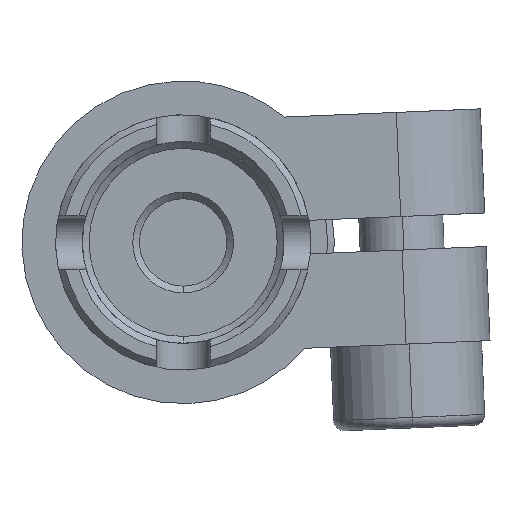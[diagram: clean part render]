
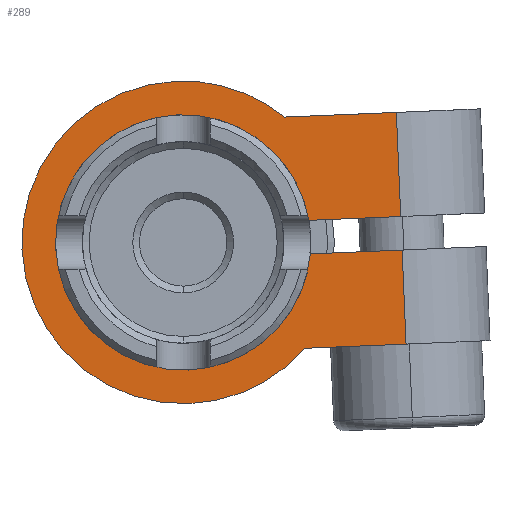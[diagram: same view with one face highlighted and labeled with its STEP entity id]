
A CAD part, left-side view. The second image highlights one B-rep face of the part: STEP entity #289.
In plain terms, the highlighted planar face has unit normal (-1, 0, 0).
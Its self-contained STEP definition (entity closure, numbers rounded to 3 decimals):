
#36 = CARTESIAN_POINT ( 'NONE',  ( -4.916, 1.602, -3.797 ) ) ;
#44 = DIRECTION ( 'NONE',  ( 0., 0.999, -0.042 ) ) ;
#64 = VECTOR ( 'NONE', #933, 1000. ) ;
#96 = VECTOR ( 'NONE', #1315, 1000. ) ;
#104 = CARTESIAN_POINT ( 'NONE',  ( -4.916, 1.761, 0. ) ) ;
#109 = ORIENTED_EDGE ( 'NONE', *, *, #2904, .T. ) ;
#110 = CARTESIAN_POINT ( 'NONE',  ( -4.916, 1.761, 0. ) ) ;
#141 = EDGE_CURVE ( 'NONE', #1888, #1995, #1732, .T. ) ;
#150 = CARTESIAN_POINT ( 'NONE',  ( -4.916, 1.761, 0. ) ) ;
#289 = ADVANCED_FACE ( 'NONE', ( #895 ), #775, .T. ) ;
#299 = VERTEX_POINT ( 'NONE', #2336 ) ;
#351 = DIRECTION ( 'NONE',  ( -1., 0., 0. ) ) ;
#360 = DIRECTION ( 'NONE',  ( -1., 0., 0. ) ) ;
#370 = CARTESIAN_POINT ( 'NONE',  ( -4.916, 1.761, 0. ) ) ;
#376 = CARTESIAN_POINT ( 'NONE',  ( -4.916, 1.761, 0. ) ) ;
#397 = DIRECTION ( 'NONE',  ( -1., 0., 0. ) ) ;
#415 = DIRECTION ( 'NONE',  ( 0., -0.042, -0.999 ) ) ;
#458 = CARTESIAN_POINT ( 'NONE',  ( -4.916, -12.91, 1.115 ) ) ;
#501 = EDGE_CURVE ( 'NONE', #299, #514, #1255, .T. ) ;
#514 = VERTEX_POINT ( 'NONE', #2156 ) ;
#515 = VERTEX_POINT ( 'NONE', #2148 ) ;
#521 = VECTOR ( 'NONE', #564, 1000. ) ;
#564 = DIRECTION ( 'NONE',  ( 0., -0.999, 0.042 ) ) ;
#589 = CARTESIAN_POINT ( 'NONE',  ( -4.916, 1.761, 0. ) ) ;
#600 = CARTESIAN_POINT ( 'NONE',  ( -4.916, -12.952, 0.115 ) ) ;
#722 = CIRCLE ( 'NONE', #2601, 3.8 ) ;
#775 = PLANE ( 'NONE',  #931 ) ;
#788 = LINE ( 'NONE', #2433, #64 ) ;
#813 = CIRCLE ( 'NONE', #2366, 4.8 ) ;
#844 = ORIENTED_EDGE ( 'NONE', *, *, #2719, .F. ) ;
#869 = EDGE_CURVE ( 'NONE', #1493, #514, #1183, .T. ) ;
#881 = CARTESIAN_POINT ( 'NONE',  ( -4.916, -7.08, 3.973 ) ) ;
#882 = ORIENTED_EDGE ( 'NONE', *, *, #1962, .F. ) ;
#894 = DIRECTION ( 'NONE',  ( 0., 0.999, -0.042 ) ) ;
#895 = FACE_OUTER_BOUND ( 'NONE', #1417, .T. ) ;
#896 = LINE ( 'NONE', #881, #1433 ) ;
#911 = CARTESIAN_POINT ( 'NONE',  ( -4.916, -2.023, -0.342 ) ) ;
#931 = AXIS2_PLACEMENT_3D ( 'NONE', #589, #397, #2563 ) ;
#933 = DIRECTION ( 'NONE',  ( 0., -0.042, -0.999 ) ) ;
#937 = VERTEX_POINT ( 'NONE', #1162 ) ;
#1071 = EDGE_CURVE ( 'NONE', #1995, #299, #2016, .T. ) ;
#1088 = VERTEX_POINT ( 'NONE', #1719 ) ;
#1111 = DIRECTION ( 'NONE',  ( 0., -0.042, -0.999 ) ) ;
#1127 = ORIENTED_EDGE ( 'NONE', *, *, #1512, .T. ) ;
#1162 = CARTESIAN_POINT ( 'NONE',  ( -4.916, -4.712, 0.771 ) ) ;
#1183 = LINE ( 'NONE', #1319, #96 ) ;
#1255 = LINE ( 'NONE', #2209, #1667 ) ;
#1286 = EDGE_CURVE ( 'NONE', #1420, #2754, #813, .T. ) ;
#1314 = ORIENTED_EDGE ( 'NONE', *, *, #1703, .T. ) ;
#1315 = DIRECTION ( 'NONE',  ( 0., -0.999, 0.042 ) ) ;
#1319 = CARTESIAN_POINT ( 'NONE',  ( -4.916, -7.369, -2.921 ) ) ;
#1357 = DIRECTION ( 'NONE',  ( -1., 0., 0. ) ) ;
#1410 = CARTESIAN_POINT ( 'NONE',  ( -4.916, -1.982, 0.657 ) ) ;
#1417 = EDGE_LOOP ( 'NONE', ( #2545, #1555, #2903, #2234, #1785, #2189, #882, #844, #109, #1127, #2549, #1314 ) ) ;
#1420 = VERTEX_POINT ( 'NONE', #1456 ) ;
#1433 = VECTOR ( 'NONE', #894, 1000. ) ;
#1438 = DIRECTION ( 'NONE',  ( 0., -0.042, -0.999 ) ) ;
#1456 = CARTESIAN_POINT ( 'NONE',  ( -4.916, 1.962, 4.796 ) ) ;
#1461 = VERTEX_POINT ( 'NONE', #1605 ) ;
#1493 = VERTEX_POINT ( 'NONE', #1935 ) ;
#1512 = EDGE_CURVE ( 'NONE', #1088, #1420, #2496, .T. ) ;
#1514 = DIRECTION ( 'NONE',  ( -1., 0., 0. ) ) ;
#1530 = AXIS2_PLACEMENT_3D ( 'NONE', #150, #2428, #1111 ) ;
#1547 = EDGE_CURVE ( 'NONE', #1461, #1888, #722, .T. ) ;
#1555 = ORIENTED_EDGE ( 'NONE', *, *, #501, .F. ) ;
#1578 = CIRCLE ( 'NONE', #1530, 4.8 ) ;
#1582 = CARTESIAN_POINT ( 'NONE',  ( -4.916, 1.761, 0. ) ) ;
#1605 = CARTESIAN_POINT ( 'NONE',  ( -4.916, 1.92, 3.797 ) ) ;
#1667 = VECTOR ( 'NONE', #2163, 1000. ) ;
#1703 = EDGE_CURVE ( 'NONE', #2754, #1493, #1578, .T. ) ;
#1719 = CARTESIAN_POINT ( 'NONE',  ( -4.916, -1.26, 3.73 ) ) ;
#1732 = CIRCLE ( 'NONE', #2033, 3.8 ) ;
#1735 = DIRECTION ( 'NONE',  ( 0., -0.042, -0.999 ) ) ;
#1742 = LINE ( 'NONE', #458, #2257 ) ;
#1785 = ORIENTED_EDGE ( 'NONE', *, *, #1547, .F. ) ;
#1877 = AXIS2_PLACEMENT_3D ( 'NONE', #1582, #1357, #2874 ) ;
#1888 = VERTEX_POINT ( 'NONE', #36 ) ;
#1935 = CARTESIAN_POINT ( 'NONE',  ( -4.916, -1.859, -3.151 ) ) ;
#1962 = EDGE_CURVE ( 'NONE', #937, #2539, #1742, .T. ) ;
#1995 = VERTEX_POINT ( 'NONE', #911 ) ;
#2016 = LINE ( 'NONE', #600, #521 ) ;
#2033 = AXIS2_PLACEMENT_3D ( 'NONE', #370, #351, #1438 ) ;
#2148 = CARTESIAN_POINT ( 'NONE',  ( -4.916, -4.583, 3.869 ) ) ;
#2156 = CARTESIAN_POINT ( 'NONE',  ( -4.916, -4.871, -3.025 ) ) ;
#2163 = DIRECTION ( 'NONE',  ( 0., -0.042, -0.999 ) ) ;
#2175 = CIRCLE ( 'NONE', #2865, 3.8 ) ;
#2189 = ORIENTED_EDGE ( 'NONE', *, *, #2585, .F. ) ;
#2209 = CARTESIAN_POINT ( 'NONE',  ( -4.916, -4.532, 5.068 ) ) ;
#2230 = CARTESIAN_POINT ( 'NONE',  ( -4.916, 1.56, -4.796 ) ) ;
#2234 = ORIENTED_EDGE ( 'NONE', *, *, #141, .F. ) ;
#2257 = VECTOR ( 'NONE', #44, 1000. ) ;
#2336 = CARTESIAN_POINT ( 'NONE',  ( -4.916, -4.754, -0.228 ) ) ;
#2366 = AXIS2_PLACEMENT_3D ( 'NONE', #376, #2742, #415 ) ;
#2428 = DIRECTION ( 'NONE',  ( -1., 0., 0. ) ) ;
#2433 = CARTESIAN_POINT ( 'NONE',  ( -4.916, -4.532, 5.068 ) ) ;
#2496 = CIRCLE ( 'NONE', #1877, 4.8 ) ;
#2539 = VERTEX_POINT ( 'NONE', #1410 ) ;
#2545 = ORIENTED_EDGE ( 'NONE', *, *, #869, .T. ) ;
#2549 = ORIENTED_EDGE ( 'NONE', *, *, #1286, .T. ) ;
#2563 = DIRECTION ( 'NONE',  ( 0., -0.042, -0.999 ) ) ;
#2585 = EDGE_CURVE ( 'NONE', #2539, #1461, #2175, .T. ) ;
#2601 = AXIS2_PLACEMENT_3D ( 'NONE', #104, #1514, #2805 ) ;
#2719 = EDGE_CURVE ( 'NONE', #515, #937, #788, .T. ) ;
#2742 = DIRECTION ( 'NONE',  ( -1., 0., 0. ) ) ;
#2754 = VERTEX_POINT ( 'NONE', #2230 ) ;
#2805 = DIRECTION ( 'NONE',  ( 0., -0.042, -0.999 ) ) ;
#2865 = AXIS2_PLACEMENT_3D ( 'NONE', #110, #360, #1735 ) ;
#2874 = DIRECTION ( 'NONE',  ( 0., -0.042, -0.999 ) ) ;
#2903 = ORIENTED_EDGE ( 'NONE', *, *, #1071, .F. ) ;
#2904 = EDGE_CURVE ( 'NONE', #515, #1088, #896, .T. ) ;
